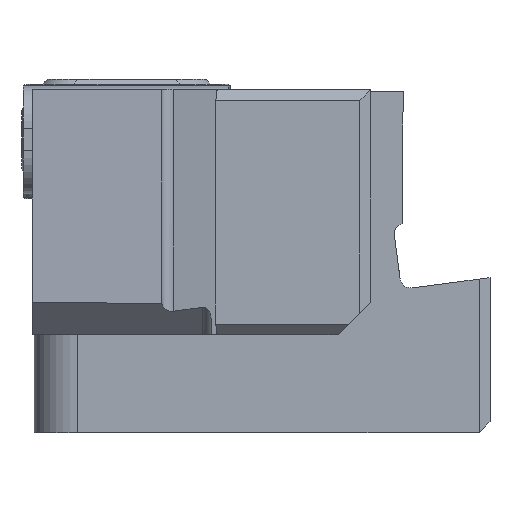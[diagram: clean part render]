
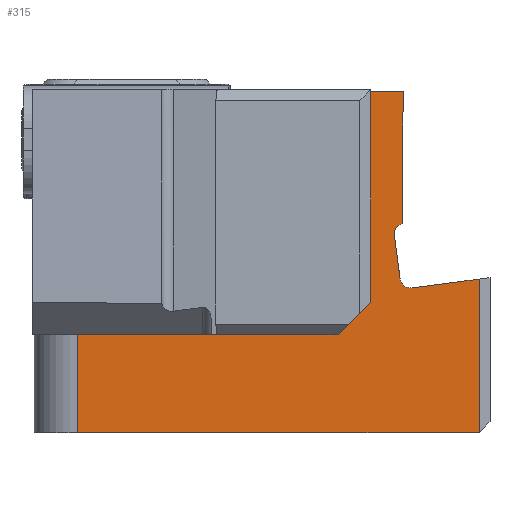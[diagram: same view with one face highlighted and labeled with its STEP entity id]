
A CAD part, front view. The second image highlights one B-rep face of the part: STEP entity #315.
In plain terms, the highlighted planar face has unit normal (0, -1, 0).
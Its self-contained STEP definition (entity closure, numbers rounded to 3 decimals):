
#200=FACE_OUTER_BOUND('',#604,.T.);
#315=ADVANCED_FACE('',(#200),#407,.F.);
#407=PLANE('',#2616);
#478=CIRCLE('',#2609,1.);
#480=CIRCLE('',#2615,1.);
#604=EDGE_LOOP('',(#1040,#1041,#1042,#1043,#1044,#1045,#1046,#1047,#1048));
#1040=ORIENTED_EDGE('',*,*,#1817,.F.);
#1041=ORIENTED_EDGE('',*,*,#1850,.T.);
#1042=ORIENTED_EDGE('',*,*,#1845,.F.);
#1043=ORIENTED_EDGE('',*,*,#1851,.T.);
#1044=ORIENTED_EDGE('',*,*,#1852,.T.);
#1045=ORIENTED_EDGE('',*,*,#1853,.T.);
#1046=ORIENTED_EDGE('',*,*,#1834,.T.);
#1047=ORIENTED_EDGE('',*,*,#1837,.T.);
#1048=ORIENTED_EDGE('',*,*,#1829,.T.);
#1512=VERTEX_POINT('',#3698);
#1517=VERTEX_POINT('',#3707);
#1526=VERTEX_POINT('',#3729);
#1531=VERTEX_POINT('',#3741);
#1532=VERTEX_POINT('',#3743);
#1540=VERTEX_POINT('',#3764);
#1541=VERTEX_POINT('',#3766);
#1543=VERTEX_POINT('',#3776);
#1544=VERTEX_POINT('',#3778);
#1817=EDGE_CURVE('',#1517,#1512,#2124,.T.);
#1829=EDGE_CURVE('',#1526,#1512,#2134,.T.);
#1834=EDGE_CURVE('',#1532,#1531,#2138,.T.);
#1837=EDGE_CURVE('',#1531,#1526,#478,.T.);
#1845=EDGE_CURVE('',#1540,#1541,#2147,.T.);
#1850=EDGE_CURVE('',#1517,#1541,#2151,.T.);
#1851=EDGE_CURVE('',#1540,#1543,#2152,.T.);
#1852=EDGE_CURVE('',#1543,#1544,#2153,.T.);
#1853=EDGE_CURVE('',#1544,#1532,#480,.T.);
#2124=LINE('',#3708,#2364);
#2134=LINE('',#3732,#2374);
#2138=LINE('',#3742,#2378);
#2147=LINE('',#3765,#2387);
#2151=LINE('',#3774,#2391);
#2152=LINE('',#3775,#2392);
#2153=LINE('',#3777,#2393);
#2364=VECTOR('',#3019,1.);
#2374=VECTOR('',#3037,1.);
#2378=VECTOR('',#3045,1.);
#2387=VECTOR('',#3064,1.);
#2391=VECTOR('',#3074,1.);
#2392=VECTOR('',#3075,1.);
#2393=VECTOR('',#3076,1.);
#2609=AXIS2_PLACEMENT_3D('',#3747,#3051,#3052);
#2615=AXIS2_PLACEMENT_3D('',#3779,#3077,#3078);
#2616=AXIS2_PLACEMENT_3D('',#3780,#3079,#3080);
#3019=DIRECTION('',(1.,0.,0.));
#3037=DIRECTION('',(0.009,0.,1.));
#3045=DIRECTION('',(-0.131,0.,0.991));
#3051=DIRECTION('',(0.,1.,0.));
#3052=DIRECTION('',(0.,0.,1.));
#3064=DIRECTION('',(-1.,0.,0.));
#3074=DIRECTION('',(0.,0.,-1.));
#3075=DIRECTION('',(0.,0.,1.));
#3076=DIRECTION('',(-0.991,0.,-0.131));
#3077=DIRECTION('',(0.,1.,0.));
#3078=DIRECTION('',(0.,0.,1.));
#3079=DIRECTION('',(0.,1.,0.));
#3080=DIRECTION('',(0.,0.,1.));
#3698=CARTESIAN_POINT('',(35.,0.4,-0.6));
#3707=CARTESIAN_POINT('',(5.,0.4,-0.6));
#3708=CARTESIAN_POINT('',(19.05,0.4,-0.6));
#3729=CARTESIAN_POINT('',(34.894,0.4,-12.741));
#3732=CARTESIAN_POINT('',(35.,0.4,-0.6));
#3741=CARTESIAN_POINT('',(34.187,0.4,-13.831));
#3742=CARTESIAN_POINT('',(34.058,0.4,-12.851));
#3743=CARTESIAN_POINT('',(34.711,0.4,-17.809));
#3747=CARTESIAN_POINT('',(35.178,0.4,-13.7));
#3764=CARTESIAN_POINT('',(42.,0.4,-32.));
#3765=CARTESIAN_POINT('',(43.,0.4,-32.));
#3766=CARTESIAN_POINT('',(5.,0.4,-32.));
#3774=CARTESIAN_POINT('',(5.,0.4,-32.));
#3775=CARTESIAN_POINT('',(42.,0.4,-17.726));
#3776=CARTESIAN_POINT('',(42.,0.4,-17.858));
#3777=CARTESIAN_POINT('',(34.841,0.4,-18.8));
#3778=CARTESIAN_POINT('',(35.833,0.4,-18.669));
#3779=CARTESIAN_POINT('',(35.702,0.4,-17.678));
#3780=CARTESIAN_POINT('',(43.,0.4,-0.6));
